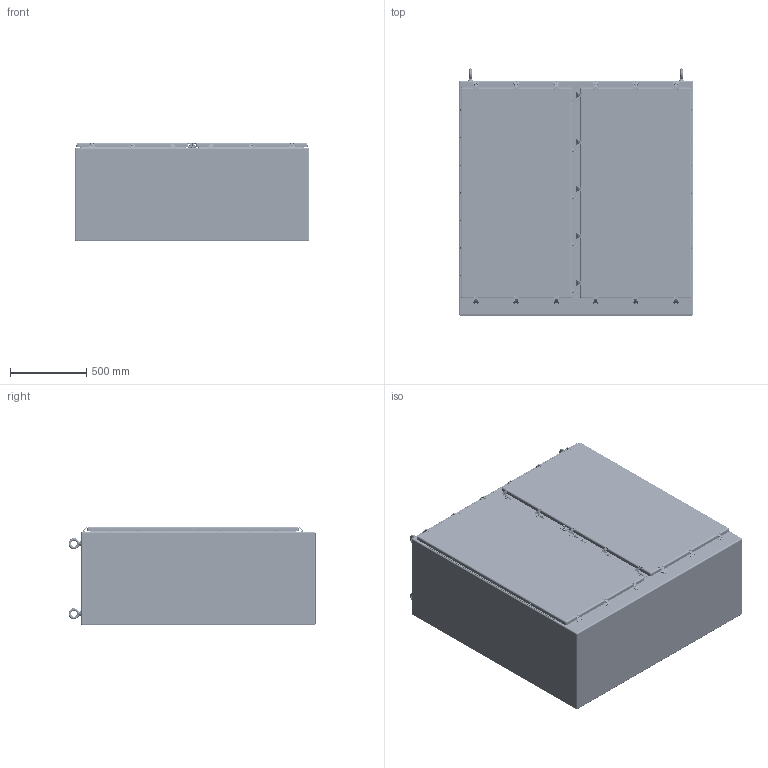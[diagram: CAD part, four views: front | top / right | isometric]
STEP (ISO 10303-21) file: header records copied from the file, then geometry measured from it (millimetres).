
FILE_DESCRIPTION(/* description */ (''),/* implementation_level */ '2;1');
FILE_NAME(/* name */ 'HW-N4X606024CH.stp',/* time_stamp */ '2014-04-17T12:28:47-05:00',/* author */ ('jtigges'),/* organization */ (''),/* preprocessor_version */ 'ST-DEVELOPER v15.2',/* originating_system */ 'Autodesk Inventor 2014',/* authorisation */ '');
FILE_SCHEMA (('AUTOMOTIVE_DESIGN { 1 0 10303 214 3 1 1 }'));
Products named in the file (50): N606024FSDDHWT_BOX; N606024FSDD_RMFBGL_CHANNEL; RMFBGL_ANGLE; RMFBGL_PLATE_4X4X0-125; RMFBGL_PLATE_4X6X0-25; N606024FSDDHWT_COVER; GASKET_FSDD_60X60; WP6060FSU; RMRIV44; RMKEEPNLL150WT; RMRIV66; SS_46_HINGE; NONEA; NONEB; NONEC; NONED; NONEE; NONEF; NONEG; NONEH; NONEI; NONE; RMLATNLL150_1; RMLATNLL150_2; RMLATNLL150_3; RMLATNLL150_4; RMLATNLL150_5; RMLATNLL150_6; RMLATNLL150_7; RMLATNLL150_8; RMLATNLL150_9; RMLATNLL150_10; RMSTUD202430PL; RMLATNLL150_11; RMLATNLL150_12; RMLATNLL150_13; RMLATNLL150_14; RMLATNLL150_15; RMLATNLL150_16; RMLATNLL150_17 ...
Bounding box: 1536.7 x 1619.96 x 647.4 mm (x, y, z)
Volume: 46857308 mm3; surface area: 19763215.7 mm2
Topology: 423 solids, 423 shells, 7776 faces, 19622 edges, 12838 vertices
Faces by surface type: plane 3600, cylinder 2936, bspline 530, cone 372, torus 196, sphere 142
Full cylindrical faces by diameter (mm): 2.4 x22, 2.7 x44, 3 x22, 3.048 x2, 3.175 x176, 3.25 x22, 3.302 x44, 3.5 x22, 4.2 x44, 4.609 x22, 4.618 x22, 4.699 x56, 4.7 x22, 4.9 x22, 5 x44, 5.131 x28, 5.3 x22, 6.35 x88, 9.525 x70, 13.3 x22, 13.5 x22, 15.875 x2, 16.307 x4, 16.85 x76, 19.05 x82, 20.625 x4, 37.313 x4
Entity records: 46303 total; most frequent: CARTESIAN_POINT 23654, DIRECTION 4882, ORIENTED_EDGE 3522, AXIS2_PLACEMENT_3D 2067, EDGE_CURVE 1761, EDGE_LOOP 1347, VERTEX_POINT 1276, ADVANCED_FACE 833
